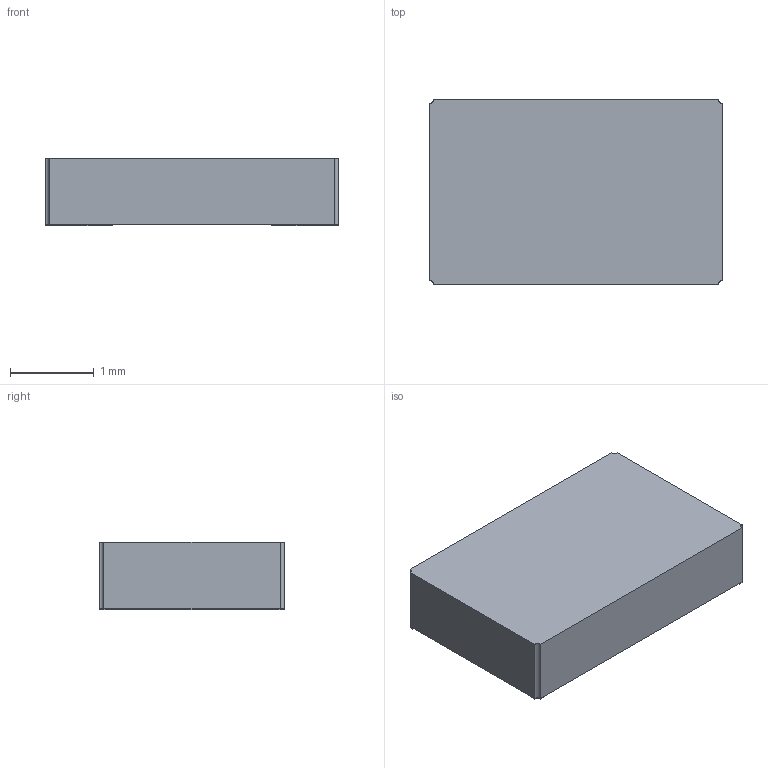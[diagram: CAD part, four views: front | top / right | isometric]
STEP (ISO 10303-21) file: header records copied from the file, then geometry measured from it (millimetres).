
FILE_DESCRIPTION((''),'2;1');
FILE_NAME('XTAL_MICRO-CRYSTAL_CC6F-T1A.stp','2013-01-17T10:52:59',(''),(''),'Mechanical Desktop 2011','Mechanical Desktop 2011',', , ');
FILE_SCHEMA(('AUTOMOTIVE_DESIGN { 1 2 10303 214 1 1 1 1 }'));
Length unit declared in the file: millimetre
Products named in the file (1): Product
Bounding box: 3.5 x 2.2 x 0.8 mm (x, y, z)
Volume: 6.1 mm3; surface area: 30.8 mm2
Topology: 7 solids, 7 shells, 46 faces, 96 edges, 64 vertices
Faces by surface type: plane 26, bspline 12, cylinder 8
Entity records: 1322 total; most frequent: CARTESIAN_POINT 299, ORIENTED_EDGE 192, DIRECTION 190, EDGE_CURVE 96, VECTOR 72, LINE 72, VERTEX_POINT 64, AXIS2_PLACEMENT_3D 59
